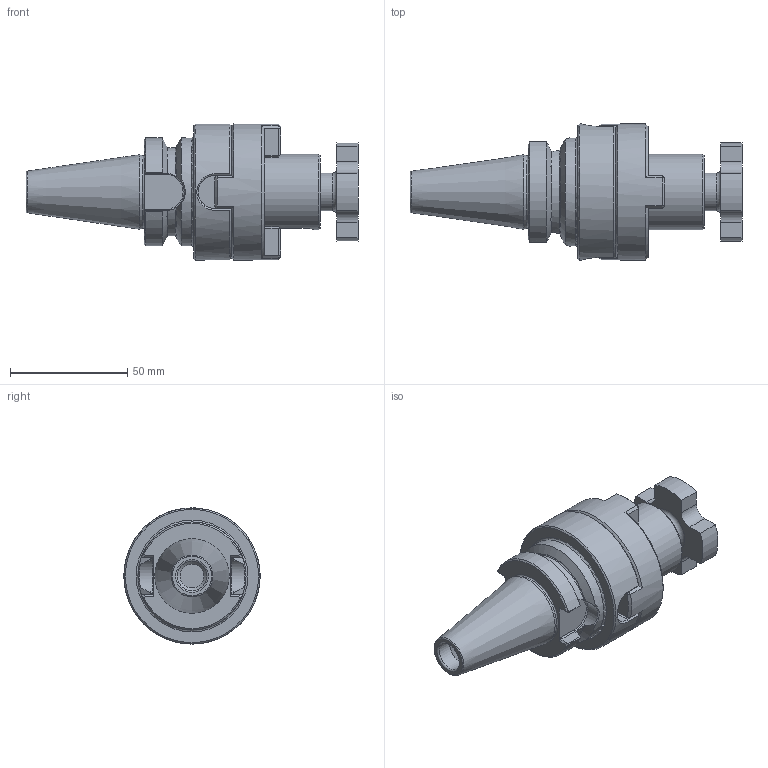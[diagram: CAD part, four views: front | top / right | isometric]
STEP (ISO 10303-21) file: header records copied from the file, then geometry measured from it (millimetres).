
FILE_DESCRIPTION( ( 'Unknown' ), '1' );
FILE_NAME( '213043230-B.stp', 'Unknown', ( 'Unknown' ), ( 'Unknown' ), 'PSStep 15.0.49', 'Unknown', ' ' );
FILE_SCHEMA( ( 'AUTOMOTIVE_DESIGN { 1 0 10303 214 1 1 1 1 }' ) );
Length unit declared in the file: millimetre
Products named in the file (3): 1; 2; 3
Bounding box: 141.4 x 58 x 57.98 mm (x, y, z)
Volume: 154087.1 mm3; surface area: 37147 mm2
Topology: 3 solids, 3 shells, 217 faces, 540 edges, 331 vertices
Faces by surface type: plane 120, cylinder 39, cone 35, torus 13, bspline 10
Full cylindrical faces by diameter (mm): 10.106 x2, 12.5 x1, 13.835 x2, 16 x1, 17 x1, 31.4 x1, 32 x2, 46 x1, 58 x2
Entity records: 8529 total; most frequent: CARTESIAN_POINT 2012, ORIENTED_EDGE 994, DIRECTION 930, EDGE_CURVE 497, AXIS2_PLACEMENT_3D 354, VERTEX_POINT 319, EDGE_LOOP 252, FACE_OUTER_BOUND 236
